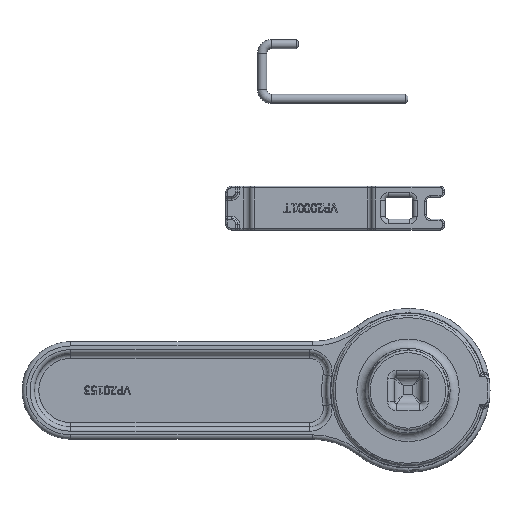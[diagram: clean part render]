
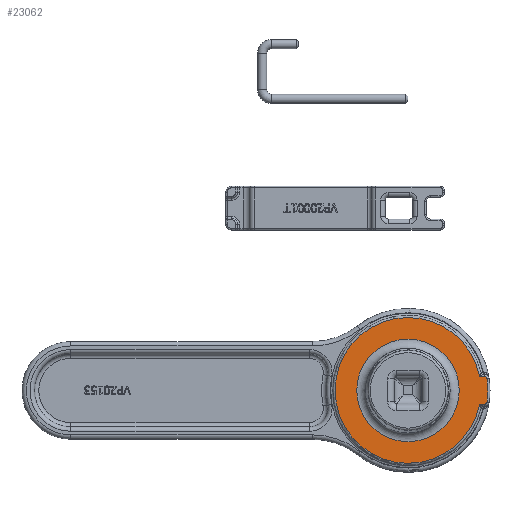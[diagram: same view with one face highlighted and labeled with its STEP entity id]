
A CAD part, front view. The second image highlights one B-rep face of the part: STEP entity #23062.
In plain terms, the highlighted planar face has unit normal (0, -1, 0).
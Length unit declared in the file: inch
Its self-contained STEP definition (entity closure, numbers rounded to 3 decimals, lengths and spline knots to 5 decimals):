
#184=FACE_BOUND('',#3436,.T.);
#1120=PLANE('',#24474);
#2071=FACE_OUTER_BOUND('',#3435,.T.);
#3435=EDGE_LOOP('',(#17689,#17690,#17691,#17692,#17693,#17694));
#3436=EDGE_LOOP('',(#17695));
#4589=CIRCLE('',#24456,1.);
#4594=CIRCLE('',#24463,0.03);
#4596=CIRCLE('',#24466,1.095);
#4598=CIRCLE('',#24468,0.03);
#4602=CIRCLE('',#24475,0.70329);
#5792=LINE('',#35995,#8187);
#5793=LINE('',#36005,#8188);
#8187=VECTOR('',#27221,0.3937);
#8188=VECTOR('',#27238,0.3937);
#10638=VERTEX_POINT('',#35665);
#10672=VERTEX_POINT('',#35970);
#10674=VERTEX_POINT('',#35994);
#10675=VERTEX_POINT('',#36003);
#10676=VERTEX_POINT('',#36015);
#10678=VERTEX_POINT('',#36020);
#10682=VERTEX_POINT('',#36046);
#13240=EDGE_CURVE('',#10672,#10674,#5792,.T.);
#13242=EDGE_CURVE('',#10638,#10672,#4589,.T.);
#13246=EDGE_CURVE('',#10675,#10638,#5793,.T.);
#13248=EDGE_CURVE('',#10676,#10675,#4594,.T.);
#13250=EDGE_CURVE('',#10678,#10676,#4596,.T.);
#13252=EDGE_CURVE('',#10674,#10678,#4598,.T.);
#13259=EDGE_CURVE('',#10682,#10682,#4602,.T.);
#17689=ORIENTED_EDGE('',*,*,#13242,.F.);
#17690=ORIENTED_EDGE('',*,*,#13246,.F.);
#17691=ORIENTED_EDGE('',*,*,#13248,.F.);
#17692=ORIENTED_EDGE('',*,*,#13250,.F.);
#17693=ORIENTED_EDGE('',*,*,#13252,.F.);
#17694=ORIENTED_EDGE('',*,*,#13240,.F.);
#17695=ORIENTED_EDGE('',*,*,#13259,.F.);
#23062=ADVANCED_FACE('',(#2071,#184),#1120,.T.);
#24456=AXIS2_PLACEMENT_3D('',#35998,#27226,#27227);
#24463=AXIS2_PLACEMENT_3D('',#36017,#27241,#27242);
#24466=AXIS2_PLACEMENT_3D('',#36022,#27247,#27248);
#24468=AXIS2_PLACEMENT_3D('',#36033,#27251,#27252);
#24474=AXIS2_PLACEMENT_3D('',#36045,#27266,#27267);
#24475=AXIS2_PLACEMENT_3D('',#36047,#27268,#27269);
#27221=DIRECTION('',(1.,0.,0.));
#27226=DIRECTION('center_axis',(0.,1.,0.));
#27227=DIRECTION('ref_axis',(-1.,0.,0.));
#27238=DIRECTION('',(-1.,0.,0.));
#27241=DIRECTION('center_axis',(0.,1.,0.));
#27242=DIRECTION('ref_axis',(0.652,0.,-0.758));
#27247=DIRECTION('center_axis',(0.,1.,0.));
#27248=DIRECTION('ref_axis',(1.,0.,0.));
#27251=DIRECTION('center_axis',(0.,1.,0.));
#27252=DIRECTION('ref_axis',(0.652,0.,0.758));
#27266=DIRECTION('center_axis',(0.,-1.,0.));
#27267=DIRECTION('ref_axis',(0.,0.,-1.));
#27268=DIRECTION('center_axis',(0.,-1.,0.));
#27269=DIRECTION('ref_axis',(-1.,0.,0.));
#35665=CARTESIAN_POINT('',(0.98203,-0.5625,-0.18875));
#35970=CARTESIAN_POINT('',(0.98203,-0.5625,0.18875));
#35994=CARTESIAN_POINT('',(1.0531,-0.5625,0.18875));
#35995=CARTESIAN_POINT('',(0.95645,-0.5625,0.18875));
#35998=CARTESIAN_POINT('Origin',(0.,-0.5625,0.));
#36003=CARTESIAN_POINT('',(1.0531,-0.5625,-0.18875));
#36005=CARTESIAN_POINT('',(0.90794,-0.5625,-0.18875));
#36015=CARTESIAN_POINT('',(1.08277,-0.5625,-0.16322));
#36017=CARTESIAN_POINT('Origin',(1.0531,-0.5625,-0.15875));
#36020=CARTESIAN_POINT('',(1.08277,-0.5625,0.16322));
#36022=CARTESIAN_POINT('Origin',(0.,-0.5625,0.));
#36033=CARTESIAN_POINT('Origin',(1.0531,-0.5625,0.15875));
#36045=CARTESIAN_POINT('Origin',(0.80937,-0.5625,0.));
#36046=CARTESIAN_POINT('',(0.,-0.5625,0.70329));
#36047=CARTESIAN_POINT('Origin',(0.,-0.5625,0.));
